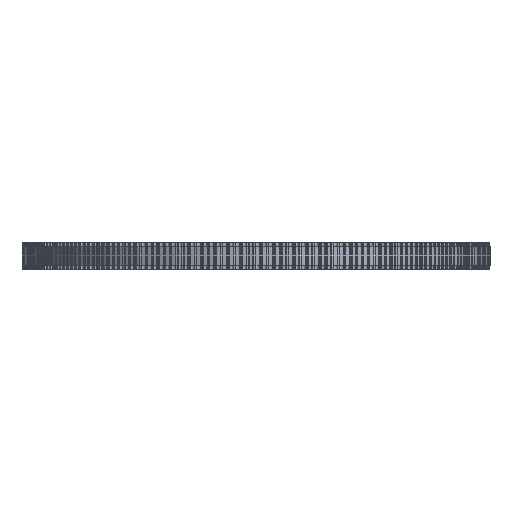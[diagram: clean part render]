
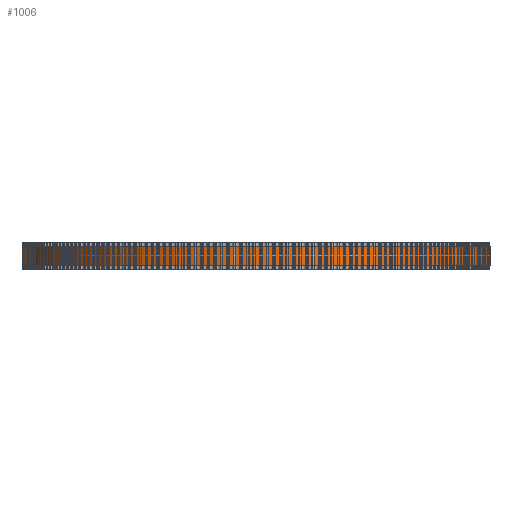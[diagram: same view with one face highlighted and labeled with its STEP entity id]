
A CAD part, left-side view. The second image highlights one B-rep face of the part: STEP entity #1006.
In plain terms, the highlighted cylindrical face has radius 70.347 mm (diameter 140.693 mm), a full revolution.
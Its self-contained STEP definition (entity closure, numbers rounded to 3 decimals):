
#97=FACE_BOUND('',#3664,.T.);
#98=FACE_BOUND('',#3665,.T.);
#1006=ADVANCED_FACE('',(#97,#98),#1891,.T.);
#1891=CYLINDRICAL_SURFACE('',#19591,70.346);
#3664=EDGE_LOOP('',(#10738));
#3665=EDGE_LOOP('',(#10739));
#10738=ORIENTED_EDGE('',*,*,#15162,.T.);
#10739=ORIENTED_EDGE('',*,*,#15163,.T.);
#12508=VERTEX_POINT('',#31100);
#12509=VERTEX_POINT('',#31102);
#15162=EDGE_CURVE('',#12508,#12508,#16932,.T.);
#15163=EDGE_CURVE('',#12509,#12509,#16933,.T.);
#16932=CIRCLE('',#19589,70.346);
#16933=CIRCLE('',#19590,70.346);
#19589=AXIS2_PLACEMENT_3D('',#31099,#25786,#25787);
#19590=AXIS2_PLACEMENT_3D('',#31101,#25788,#25789);
#19591=AXIS2_PLACEMENT_3D('',#31103,#25790,#25791);
#25786=DIRECTION('',(0.,0.,1.));
#25787=DIRECTION('',(1.,0.,0.));
#25788=DIRECTION('',(0.,0.,-1.));
#25789=DIRECTION('',(1.,0.,0.));
#25790=DIRECTION('',(0.,0.,1.));
#25791=DIRECTION('',(1.,0.,0.));
#31099=CARTESIAN_POINT('',(0.,0.,1.));
#31100=CARTESIAN_POINT('',(70.346,0.,1.));
#31101=CARTESIAN_POINT('',(0.,0.,7.));
#31102=CARTESIAN_POINT('',(70.346,0.,7.));
#31103=CARTESIAN_POINT('',(0.,0.,1.));
